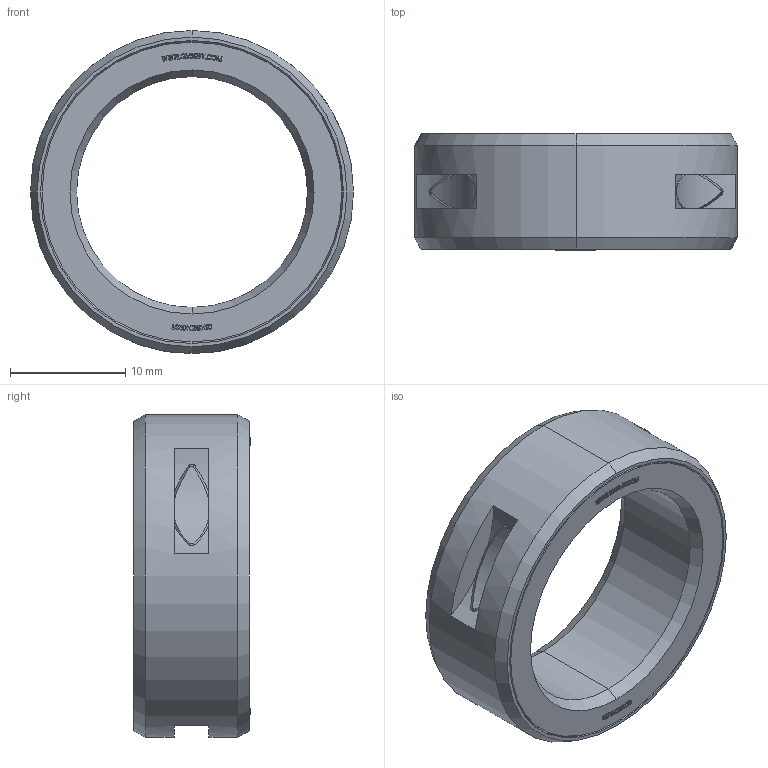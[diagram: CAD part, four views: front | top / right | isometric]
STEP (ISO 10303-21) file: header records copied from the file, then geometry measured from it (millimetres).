
FILE_DESCRIPTION((''),'2;1');
FILE_NAME('M20X28X10_PRT','2014-11-17T',('sales 4'),(''),'PRO/ENGINEER BY PARAMETRIC TECHNOLOGY CORPORATION, 2013150','PRO/ENGINEER BY PARAMETRIC TECHNOLOGY CORPORATION, 2013150','');
FILE_SCHEMA(('AUTOMOTIVE_DESIGN { 1 0 10303 214 1 1 1 1 }'));
Length unit declared in the file: millimetre
Products named in the file (1): M20X28X10_PRT
Bounding box: 28 x 10.07 x 28 mm (x, y, z)
Volume: 2644.1 mm3; surface area: 3936.4 mm2
Topology: 2 solids, 2 shells, 624 faces, 1745 edges, 1150 vertices
Faces by surface type: plane 557, cone 24, torus 22, cylinder 21
Entity records: 26612 total; most frequent: CARTESIAN_POINT 3713, ORIENTED_EDGE 3490, DIRECTION 3087, PRESENTATION_STYLE_ASSIGNMENT 1921, STYLED_ITEM 1831, CURVE_STYLE 1745, EDGE_CURVE 1745, VECTOR 1579
